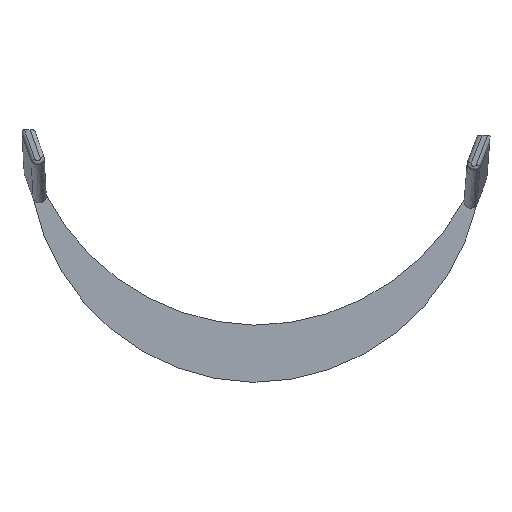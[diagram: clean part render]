
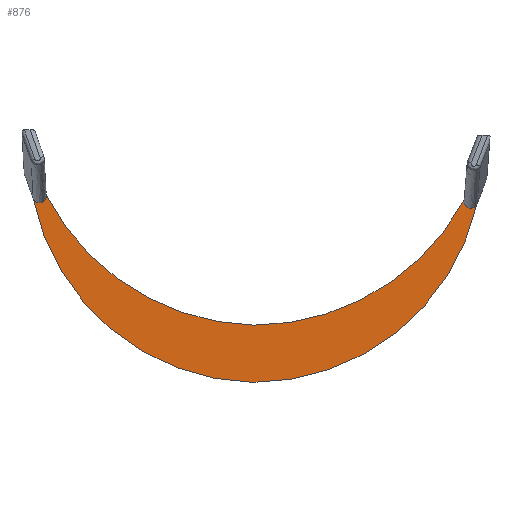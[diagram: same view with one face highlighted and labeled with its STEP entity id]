
A CAD part, front view. The second image highlights one B-rep face of the part: STEP entity #876.
In plain terms, the highlighted planar face has unit normal (0, -1, 0).
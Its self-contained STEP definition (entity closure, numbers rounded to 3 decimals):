
#51=PLANE('',#974);
#101=FACE_OUTER_BOUND('',#152,.T.);
#152=EDGE_LOOP('',(#797,#798,#799,#800,#801,#802,#803,#804,#805,#806,#807));
#164=CIRCLE('',#932,1.);
#169=CIRCLE('',#948,2.5);
#170=CIRCLE('',#951,88.922);
#171=CIRCLE('',#953,84.996);
#174=CIRCLE('',#967,2.5);
#175=CIRCLE('',#971,88.922);
#176=CIRCLE('',#973,84.996);
#219=LINE('',#1416,#291);
#221=LINE('',#1420,#293);
#237=LINE('',#1543,#309);
#238=LINE('',#1546,#310);
#291=VECTOR('',#1139,10.);
#293=VECTOR('',#1143,10.);
#309=VECTOR('',#1189,10.);
#310=VECTOR('',#1194,10.);
#398=VERTEX_POINT('',#1392);
#399=VERTEX_POINT('',#1393);
#405=VERTEX_POINT('',#1413);
#406=VERTEX_POINT('',#1415);
#407=VERTEX_POINT('',#1419);
#412=VERTEX_POINT('',#1511);
#413=VERTEX_POINT('',#1524);
#414=VERTEX_POINT('',#1530);
#415=VERTEX_POINT('',#1531);
#416=VERTEX_POINT('',#1536);
#417=VERTEX_POINT('',#1538);
#495=EDGE_CURVE('',#398,#399,#164,.T.);
#507=EDGE_CURVE('',#406,#405,#219,.T.);
#509=EDGE_CURVE('',#407,#399,#221,.T.);
#523=EDGE_CURVE('',#412,#413,#169,.T.);
#525=EDGE_CURVE('',#414,#415,#170,.T.);
#529=EDGE_CURVE('',#416,#417,#171,.T.);
#532=EDGE_CURVE('',#412,#416,#237,.T.);
#533=EDGE_CURVE('',#414,#413,#238,.T.);
#550=EDGE_CURVE('',#407,#405,#174,.T.);
#552=EDGE_CURVE('',#406,#415,#175,.T.);
#553=EDGE_CURVE('',#398,#417,#176,.T.);
#797=ORIENTED_EDGE('',*,*,#550,.F.);
#798=ORIENTED_EDGE('',*,*,#509,.T.);
#799=ORIENTED_EDGE('',*,*,#495,.F.);
#800=ORIENTED_EDGE('',*,*,#553,.T.);
#801=ORIENTED_EDGE('',*,*,#529,.F.);
#802=ORIENTED_EDGE('',*,*,#532,.F.);
#803=ORIENTED_EDGE('',*,*,#523,.T.);
#804=ORIENTED_EDGE('',*,*,#533,.F.);
#805=ORIENTED_EDGE('',*,*,#525,.T.);
#806=ORIENTED_EDGE('',*,*,#552,.F.);
#807=ORIENTED_EDGE('',*,*,#507,.T.);
#876=ADVANCED_FACE('',(#101),#51,.T.);
#932=AXIS2_PLACEMENT_3D('',#1394,#1117,#1118);
#948=AXIS2_PLACEMENT_3D('',#1526,#1169,#1170);
#951=AXIS2_PLACEMENT_3D('',#1532,#1176,#1177);
#953=AXIS2_PLACEMENT_3D('',#1539,#1183,#1184);
#967=AXIS2_PLACEMENT_3D('',#1657,#1224,#1225);
#971=AXIS2_PLACEMENT_3D('',#1662,#1233,#1234);
#973=AXIS2_PLACEMENT_3D('',#1664,#1237,#1238);
#974=AXIS2_PLACEMENT_3D('',#1665,#1239,#1240);
#1117=DIRECTION('center_axis',(0.,-1.,0.));
#1118=DIRECTION('ref_axis',(0.963,0.,0.268));
#1139=DIRECTION('',(-0.335,0.,0.942));
#1143=DIRECTION('',(0.335,0.,-0.942));
#1169=DIRECTION('center_axis',(0.,1.,0.));
#1170=DIRECTION('ref_axis',(0.081,0.,0.997));
#1176=DIRECTION('center_axis',(0.,1.,0.));
#1177=DIRECTION('ref_axis',(0.877,0.,-0.48));
#1183=DIRECTION('center_axis',(0.,1.,0.));
#1184=DIRECTION('ref_axis',(0.975,0.,-0.223));
#1189=DIRECTION('',(-0.358,0.,-0.934));
#1194=DIRECTION('',(0.358,0.,0.934));
#1224=DIRECTION('center_axis',(0.,-1.,0.));
#1225=DIRECTION('ref_axis',(-0.056,0.,0.998));
#1233=DIRECTION('center_axis',(0.,-1.,0.));
#1234=DIRECTION('ref_axis',(-0.889,0.,-0.459));
#1237=DIRECTION('center_axis',(0.,-1.,0.));
#1238=DIRECTION('ref_axis',(-0.98,0.,-0.199));
#1239=DIRECTION('center_axis',(0.,-1.,0.));
#1240=DIRECTION('ref_axis',(-1.,0.,0.024));
#1392=CARTESIAN_POINT('',(-81.688,0.,-134.445));
#1393=CARTESIAN_POINT('',(-81.726,0.,-134.31));
#1394=CARTESIAN_POINT('Origin',(-82.668,0.,-134.645));
#1413=CARTESIAN_POINT('',(-77.043,0.,-132.557));
#1415=CARTESIAN_POINT('',(-76.847,0.,-133.107));
#1416=CARTESIAN_POINT('',(-76.847,0.,-133.107));
#1419=CARTESIAN_POINT('',(-81.753,0.,-134.234));
#1420=CARTESIAN_POINT('',(-85.107,0.,-124.813));
#1511=CARTESIAN_POINT('',(82.877,0.,-136.247));
#1524=CARTESIAN_POINT('',(78.209,0.,-134.455));
#1526=CARTESIAN_POINT('Origin',(80.543,0.,-135.351));
#1530=CARTESIAN_POINT('',(78.,0.,-135.));
#1531=CARTESIAN_POINT('',(0.,0.,-181.224));
#1532=CARTESIAN_POINT('Origin',(0.,0.,-92.303));
#1536=CARTESIAN_POINT('',(82.823,0.,-136.388));
#1538=CARTESIAN_POINT('',(-0.259,0.,-202.438));
#1539=CARTESIAN_POINT('Origin',(-0.035,0.,-117.442));
#1543=CARTESIAN_POINT('',(86.461,0.,-126.911));
#1546=CARTESIAN_POINT('',(78.,0.,-135.));
#1657=CARTESIAN_POINT('Origin',(-79.398,0.,-133.395));
#1662=CARTESIAN_POINT('Origin',(2.174,0.,-92.329));
#1664=CARTESIAN_POINT('Origin',(1.594,0.,-117.462));
#1665=CARTESIAN_POINT('Origin',(-42.681,0.,-162.73));
